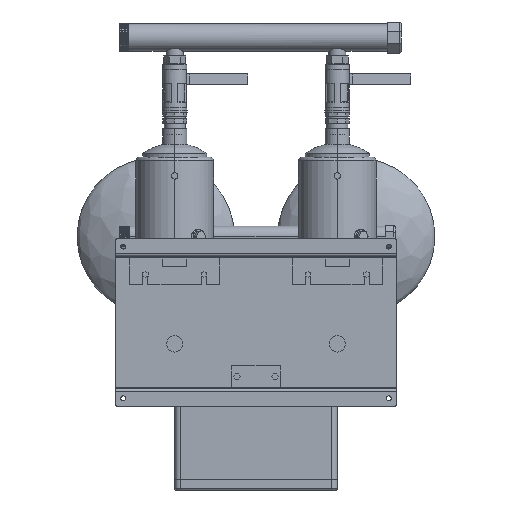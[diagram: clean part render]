
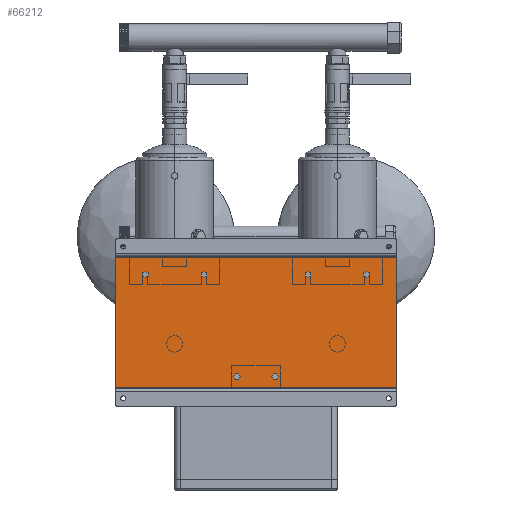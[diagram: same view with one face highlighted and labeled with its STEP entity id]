
A CAD part, front view. The second image highlights one B-rep face of the part: STEP entity #66212.
In plain terms, the highlighted planar face has unit normal (0, -1, 0).
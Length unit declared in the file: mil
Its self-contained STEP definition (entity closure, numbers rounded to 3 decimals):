
#412 = PLANE ( 'NONE',  #30462 ) ;
#3314 = VERTEX_POINT ( 'NONE', #59582 ) ;
#3392 = DIRECTION ( 'NONE',  ( -1., 0., 0. ) ) ;
#3859 = CARTESIAN_POINT ( 'NONE',  ( 10236.22, 2047.244, 4724.409 ) ) ;
#3872 = DIRECTION ( 'NONE',  ( 0., 0., -1. ) ) ;
#5245 = ORIENTED_EDGE ( 'NONE', *, *, #48369, .F. ) ;
#9938 = EDGE_CURVE ( 'NONE', #17390, #3314, #56153, .T. ) ;
#11666 = DIRECTION ( 'NONE',  ( 1., 0., 0. ) ) ;
#13216 = DIRECTION ( 'NONE',  ( 0., 1., 0. ) ) ;
#14924 = CARTESIAN_POINT ( 'NONE',  ( 10236.22, 2047.244, -4724.409 ) ) ;
#15112 = LINE ( 'NONE', #3859, #72235 ) ;
#17390 = VERTEX_POINT ( 'NONE', #14924 ) ;
#21689 = CARTESIAN_POINT ( 'NONE',  ( -10236.22, 2047.244, -4724.409 ) ) ;
#22080 = LINE ( 'NONE', #21689, #40422 ) ;
#23642 = LINE ( 'NONE', #35654, #26047 ) ;
#26047 = VECTOR ( 'NONE', #3392, 39370.079 ) ;
#26282 = VERTEX_POINT ( 'NONE', #75671 ) ;
#28698 = ORIENTED_EDGE ( 'NONE', *, *, #53114, .T. ) ;
#29563 = VECTOR ( 'NONE', #39046, 39370.079 ) ;
#30462 = AXIS2_PLACEMENT_3D ( 'NONE', #36494, #13216, #11666 ) ;
#30747 = EDGE_LOOP ( 'NONE', ( #31851, #63196, #5245, #28698 ) ) ;
#31851 = ORIENTED_EDGE ( 'NONE', *, *, #44931, .T. ) ;
#35654 = CARTESIAN_POINT ( 'NONE',  ( 10236.22, 2047.244, 4724.409 ) ) ;
#36494 = CARTESIAN_POINT ( 'NONE',  ( 10236.22, 2047.244, -4724.409 ) ) ;
#39046 = DIRECTION ( 'NONE',  ( -1., 0., 0. ) ) ;
#40422 = VECTOR ( 'NONE', #3872, 39370.079 ) ;
#44931 = EDGE_CURVE ( 'NONE', #70558, #3314, #22080, .T. ) ;
#47713 = FACE_OUTER_BOUND ( 'NONE', #30747, .T. ) ;
#48369 = EDGE_CURVE ( 'NONE', #26282, #17390, #15112, .T. ) ;
#53114 = EDGE_CURVE ( 'NONE', #26282, #70558, #23642, .T. ) ;
#56153 = LINE ( 'NONE', #73971, #29563 ) ;
#58793 = CARTESIAN_POINT ( 'NONE',  ( -10236.22, 2047.244, 4724.409 ) ) ;
#59582 = CARTESIAN_POINT ( 'NONE',  ( -10236.22, 2047.244, -4724.409 ) ) ;
#63196 = ORIENTED_EDGE ( 'NONE', *, *, #9938, .F. ) ;
#66212 = ADVANCED_FACE ( 'NONE', ( #47713 ), #412, .F. ) ;
#68258 = DIRECTION ( 'NONE',  ( 0., 0., -1. ) ) ;
#70558 = VERTEX_POINT ( 'NONE', #58793 ) ;
#72235 = VECTOR ( 'NONE', #68258, 39370.079 ) ;
#73971 = CARTESIAN_POINT ( 'NONE',  ( 10236.22, 2047.244, -4724.409 ) ) ;
#75671 = CARTESIAN_POINT ( 'NONE',  ( 10236.22, 2047.244, 4724.409 ) ) ;
